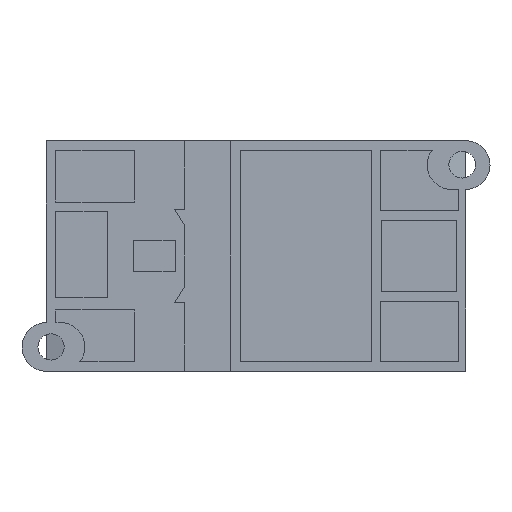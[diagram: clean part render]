
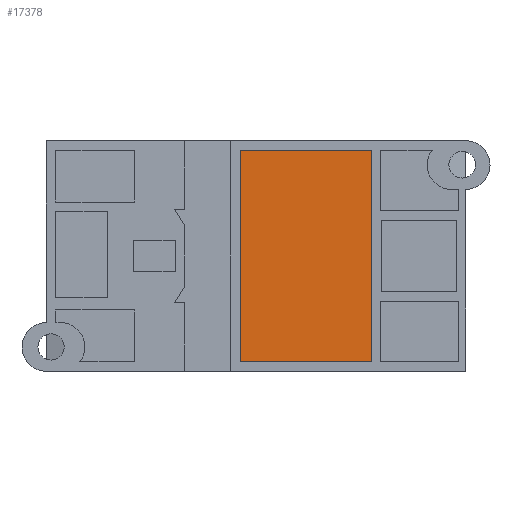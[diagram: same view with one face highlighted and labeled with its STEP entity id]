
A CAD part, left-side view. The second image highlights one B-rep face of the part: STEP entity #17378.
In plain terms, the highlighted planar face has unit normal (-1, 0, 0).
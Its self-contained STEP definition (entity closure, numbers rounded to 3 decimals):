
#177 = AXIS2_PLACEMENT_3D ( 'NONE', #28281, #2315, #4621 ) ;
#2082 = LINE ( 'NONE', #23751, #29291 ) ;
#2315 = DIRECTION ( 'NONE',  ( 1., 0., 0. ) ) ;
#4281 = ORIENTED_EDGE ( 'NONE', *, *, #20276, .T. ) ;
#4334 = CARTESIAN_POINT ( 'NONE',  ( -46., 2.995, -20.2 ) ) ;
#4621 = DIRECTION ( 'NONE',  ( 0., 0., -1. ) ) ;
#4835 = PLANE ( 'NONE',  #177 ) ;
#5170 = CARTESIAN_POINT ( 'NONE',  ( -46., 2.995, -20.2 ) ) ;
#5273 = CARTESIAN_POINT ( 'NONE',  ( -46., -22.005, -20.2 ) ) ;
#5311 = ORIENTED_EDGE ( 'NONE', *, *, #32666, .T. ) ;
#5707 = VERTEX_POINT ( 'NONE', #16105 ) ;
#6336 = ORIENTED_EDGE ( 'NONE', *, *, #25911, .T. ) ;
#6557 = VECTOR ( 'NONE', #32151, 1000. ) ;
#7357 = VERTEX_POINT ( 'NONE', #5273 ) ;
#8129 = LINE ( 'NONE', #17664, #12294 ) ;
#8213 = CARTESIAN_POINT ( 'NONE',  ( -46., 2.995, 20.2 ) ) ;
#11284 = FACE_OUTER_BOUND ( 'NONE', #33503, .T. ) ;
#12294 = VECTOR ( 'NONE', #20545, 1000. ) ;
#15673 = DIRECTION ( 'NONE',  ( 0., 0., 1. ) ) ;
#16096 = VECTOR ( 'NONE', #33042, 1000. ) ;
#16105 = CARTESIAN_POINT ( 'NONE',  ( -46., -22.005, 20.2 ) ) ;
#17378 = ADVANCED_FACE ( 'NONE', ( #11284 ), #4835, .F. ) ;
#17664 = CARTESIAN_POINT ( 'NONE',  ( -46., 2.995, 20.2 ) ) ;
#18598 = CARTESIAN_POINT ( 'NONE',  ( -46., 2.995, -20.2 ) ) ;
#19871 = ORIENTED_EDGE ( 'NONE', *, *, #33723, .T. ) ;
#20276 = EDGE_CURVE ( 'NONE', #7357, #5707, #2082, .T. ) ;
#20545 = DIRECTION ( 'NONE',  ( 0., 1., 0. ) ) ;
#23025 = VERTEX_POINT ( 'NONE', #8213 ) ;
#23751 = CARTESIAN_POINT ( 'NONE',  ( -46., -22.005, -20.2 ) ) ;
#23960 = LINE ( 'NONE', #18598, #6557 ) ;
#25911 = EDGE_CURVE ( 'NONE', #5707, #23025, #8129, .T. ) ;
#27871 = VERTEX_POINT ( 'NONE', #5170 ) ;
#28281 = CARTESIAN_POINT ( 'NONE',  ( -46., 2.995, 20.2 ) ) ;
#29291 = VECTOR ( 'NONE', #15673, 1000. ) ;
#30103 = LINE ( 'NONE', #4334, #16096 ) ;
#32151 = DIRECTION ( 'NONE',  ( 0., -1., 0. ) ) ;
#32666 = EDGE_CURVE ( 'NONE', #27871, #7357, #23960, .T. ) ;
#33042 = DIRECTION ( 'NONE',  ( 0., 0., -1. ) ) ;
#33503 = EDGE_LOOP ( 'NONE', ( #19871, #5311, #4281, #6336 ) ) ;
#33723 = EDGE_CURVE ( 'NONE', #23025, #27871, #30103, .T. ) ;
